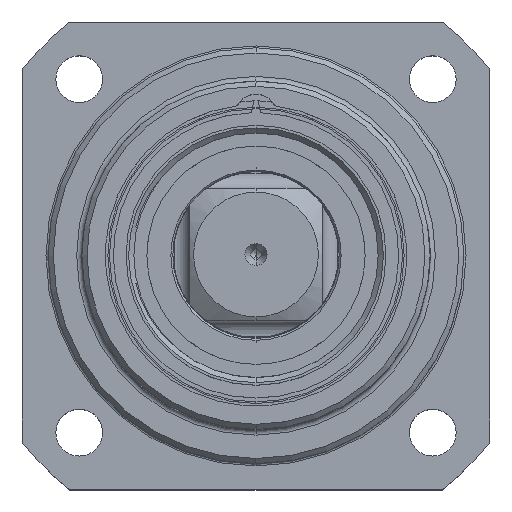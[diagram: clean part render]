
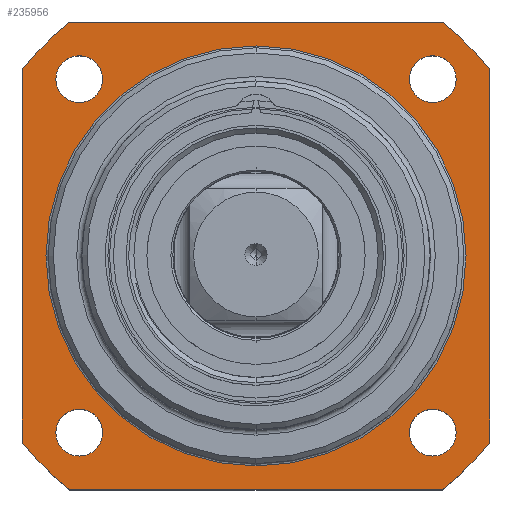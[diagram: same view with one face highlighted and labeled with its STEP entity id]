
A CAD part, top view. The second image highlights one B-rep face of the part: STEP entity #235956.
In plain terms, the highlighted planar face has unit normal (0, 0, 1).
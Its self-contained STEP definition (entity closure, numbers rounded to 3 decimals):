
#233167=DIRECTION('',(1.,0.,0.));
#233168=VECTOR('',#233167,71.589);
#233169=CARTESIAN_POINT('',(-35.795,45.,-67.6));
#233170=LINE('',#233169,#233168);
#233174=DIRECTION('',(0.,-1.,0.));
#233175=VECTOR('',#233174,71.589);
#233176=CARTESIAN_POINT('',(45.,35.795,-67.6));
#233177=LINE('',#233176,#233175);
#233181=DIRECTION('',(-1.,0.,0.));
#233182=VECTOR('',#233181,71.589);
#233183=CARTESIAN_POINT('',(35.795,-45.,-67.6));
#233184=LINE('',#233183,#233182);
#233188=DIRECTION('',(0.,1.,0.));
#233189=VECTOR('',#233188,71.589);
#233190=CARTESIAN_POINT('',(-45.,-35.795,-67.6));
#233191=LINE('',#233190,#233189);
#233195=CARTESIAN_POINT('',(34.,34.,-67.6));
#233196=DIRECTION('',(0.,0.,1.));
#233197=DIRECTION('',(-1.,0.,0.));
#233198=AXIS2_PLACEMENT_3D('',#233195,#233196,#233197);
#233203=CARTESIAN_POINT('',(34.,34.,-67.6));
#233204=DIRECTION('',(0.,0.,1.));
#233205=DIRECTION('',(1.,0.,0.));
#233206=AXIS2_PLACEMENT_3D('',#233203,#233204,#233205);
#233211=CARTESIAN_POINT('',(34.,-34.,-67.6));
#233212=DIRECTION('',(0.,0.,1.));
#233213=DIRECTION('',(0.,1.,0.));
#233214=AXIS2_PLACEMENT_3D('',#233211,#233212,#233213);
#233219=CARTESIAN_POINT('',(34.,-34.,-67.6));
#233220=DIRECTION('',(0.,0.,1.));
#233221=DIRECTION('',(0.,-1.,0.));
#233222=AXIS2_PLACEMENT_3D('',#233219,#233220,#233221);
#233227=CARTESIAN_POINT('',(-34.,-34.,-67.6));
#233228=DIRECTION('',(0.,0.,1.));
#233229=DIRECTION('',(1.,0.,0.));
#233230=AXIS2_PLACEMENT_3D('',#233227,#233228,#233229);
#233235=CARTESIAN_POINT('',(-34.,-34.,-67.6));
#233236=DIRECTION('',(0.,0.,1.));
#233237=DIRECTION('',(-1.,0.,0.));
#233238=AXIS2_PLACEMENT_3D('',#233235,#233236,#233237);
#233243=CARTESIAN_POINT('',(-34.,34.,-67.6));
#233244=DIRECTION('',(0.,0.,1.));
#233245=DIRECTION('',(0.,-1.,0.));
#233246=AXIS2_PLACEMENT_3D('',#233243,#233244,#233245);
#233251=CARTESIAN_POINT('',(-34.,34.,-67.6));
#233252=DIRECTION('',(0.,0.,1.));
#233253=DIRECTION('',(0.,1.,0.));
#233254=AXIS2_PLACEMENT_3D('',#233251,#233252,#233253);
#233259=CARTESIAN_POINT('',(0.,0.,-67.6));
#233260=DIRECTION('',(0.,0.,-1.));
#233261=DIRECTION('',(0.,-1.,0.));
#233262=AXIS2_PLACEMENT_3D('',#233259,#233260,#233261);
#233267=CARTESIAN_POINT('',(0.,0.,-67.6));
#233268=DIRECTION('',(0.,0.,-1.));
#233269=DIRECTION('',(0.,1.,0.));
#233270=AXIS2_PLACEMENT_3D('',#233267,#233268,#233269);
#233390=CARTESIAN_POINT('',(0.,0.,-67.6));
#233391=DIRECTION('',(0.,0.,1.));
#233392=DIRECTION('',(0.623,-0.783,0.));
#233393=AXIS2_PLACEMENT_3D('',#233390,#233391,#233392);
#233420=CARTESIAN_POINT('',(0.,0.,-67.6));
#233421=DIRECTION('',(0.,0.,1.));
#233422=DIRECTION('',(-0.783,-0.623,0.));
#233423=AXIS2_PLACEMENT_3D('',#233420,#233421,#233422);
#233450=CARTESIAN_POINT('',(0.,0.,-67.6));
#233451=DIRECTION('',(0.,0.,1.));
#233452=DIRECTION('',(-0.623,0.783,0.));
#233453=AXIS2_PLACEMENT_3D('',#233450,#233451,#233452);
#233495=CARTESIAN_POINT('',(0.,0.,-67.6));
#233496=DIRECTION('',(0.,0.,1.));
#233497=DIRECTION('',(0.783,0.623,0.));
#233498=AXIS2_PLACEMENT_3D('',#233495,#233496,#233497);
#234535=CARTESIAN_POINT('',(45.,35.795,-67.6));
#234536=VERTEX_POINT('',#234535);
#234537=CARTESIAN_POINT('',(45.,-35.795,-67.6));
#234538=VERTEX_POINT('',#234537);
#234543=CARTESIAN_POINT('',(35.795,-45.,-67.6));
#234544=VERTEX_POINT('',#234543);
#234545=CARTESIAN_POINT('',(-35.795,-45.,-67.6));
#234546=VERTEX_POINT('',#234545);
#234551=CARTESIAN_POINT('',(-45.,-35.795,-67.6));
#234552=VERTEX_POINT('',#234551);
#234553=CARTESIAN_POINT('',(-45.,35.795,-67.6));
#234554=VERTEX_POINT('',#234553);
#234559=CARTESIAN_POINT('',(-35.795,45.,-67.6));
#234560=VERTEX_POINT('',#234559);
#234561=CARTESIAN_POINT('',(35.795,45.,-67.6));
#234562=VERTEX_POINT('',#234561);
#234567=CARTESIAN_POINT('',(29.5,34.,-67.6));
#234568=CARTESIAN_POINT('',(38.5,34.,-67.6));
#234569=VERTEX_POINT('',#234567);
#234570=VERTEX_POINT('',#234568);
#234575=CARTESIAN_POINT('',(34.,-29.5,-67.6));
#234576=CARTESIAN_POINT('',(34.,-38.5,-67.6));
#234577=VERTEX_POINT('',#234575);
#234578=VERTEX_POINT('',#234576);
#234583=CARTESIAN_POINT('',(-29.5,-34.,-67.6));
#234584=CARTESIAN_POINT('',(-38.5,-34.,-67.6));
#234585=VERTEX_POINT('',#234583);
#234586=VERTEX_POINT('',#234584);
#234591=CARTESIAN_POINT('',(-34.,29.5,-67.6));
#234592=CARTESIAN_POINT('',(-34.,38.5,-67.6));
#234593=VERTEX_POINT('',#234591);
#234594=VERTEX_POINT('',#234592);
#234599=CARTESIAN_POINT('',(0.,-40.4,-67.6));
#234600=CARTESIAN_POINT('',(0.,40.4,-67.6));
#234601=VERTEX_POINT('',#234599);
#234602=VERTEX_POINT('',#234600);
#235905=CARTESIAN_POINT('',(0.,0.,-67.6));
#235906=DIRECTION('',(0.,0.,-1.));
#235907=DIRECTION('',(0.,-1.,0.));
#235908=AXIS2_PLACEMENT_3D('',#235905,#235906,#235907);
#235909=PLANE('',#235908);
#235911=ORIENTED_EDGE('',*,*,#235910,.T.);
#235913=ORIENTED_EDGE('',*,*,#235912,.F.);
#235915=ORIENTED_EDGE('',*,*,#235914,.T.);
#235917=ORIENTED_EDGE('',*,*,#235916,.F.);
#235919=ORIENTED_EDGE('',*,*,#235918,.T.);
#235921=ORIENTED_EDGE('',*,*,#235920,.F.);
#235923=ORIENTED_EDGE('',*,*,#235922,.T.);
#235925=ORIENTED_EDGE('',*,*,#235924,.F.);
#235926=EDGE_LOOP('',(#235911,#235913,#235915,#235917,#235919,#235921,#235923,
#235925));
#235927=FACE_OUTER_BOUND('',#235926,.F.);
#235929=ORIENTED_EDGE('',*,*,#235928,.T.);
#235931=ORIENTED_EDGE('',*,*,#235930,.T.);
#235932=EDGE_LOOP('',(#235929,#235931));
#235933=FACE_BOUND('',#235932,.F.);
#235935=ORIENTED_EDGE('',*,*,#235934,.T.);
#235937=ORIENTED_EDGE('',*,*,#235936,.T.);
#235938=EDGE_LOOP('',(#235935,#235937));
#235939=FACE_BOUND('',#235938,.F.);
#235941=ORIENTED_EDGE('',*,*,#235940,.T.);
#235943=ORIENTED_EDGE('',*,*,#235942,.T.);
#235944=EDGE_LOOP('',(#235941,#235943));
#235945=FACE_BOUND('',#235944,.F.);
#235947=ORIENTED_EDGE('',*,*,#235946,.T.);
#235949=ORIENTED_EDGE('',*,*,#235948,.T.);
#235950=EDGE_LOOP('',(#235947,#235949));
#235951=FACE_BOUND('',#235950,.F.);
#235952=ORIENTED_EDGE('',*,*,#235871,.F.);
#235953=ORIENTED_EDGE('',*,*,#235892,.F.);
#235954=EDGE_LOOP('',(#235952,#235953));
#235955=FACE_BOUND('',#235954,.F.);
#235956=ADVANCED_FACE('',(#235927,#235933,#235939,#235945,#235951,#235955),
#235909,.F.);
#233199=CIRCLE('',#233198,4.5);
#233207=CIRCLE('',#233206,4.5);
#233215=CIRCLE('',#233214,4.5);
#233223=CIRCLE('',#233222,4.5);
#233231=CIRCLE('',#233230,4.5);
#233239=CIRCLE('',#233238,4.5);
#233247=CIRCLE('',#233246,4.5);
#233255=CIRCLE('',#233254,4.5);
#233263=CIRCLE('',#233262,40.4);
#233271=CIRCLE('',#233270,40.4);
#233394=CIRCLE('',#233393,57.5);
#233424=CIRCLE('',#233423,57.5);
#233454=CIRCLE('',#233453,57.5);
#233499=CIRCLE('',#233498,57.5);
#235871=EDGE_CURVE('',#234601,#234602,#233263,.T.);
#235892=EDGE_CURVE('',#234602,#234601,#233271,.T.);
#235910=EDGE_CURVE('',#234560,#234562,#233170,.T.);
#235912=EDGE_CURVE('',#234536,#234562,#233499,.T.);
#235914=EDGE_CURVE('',#234536,#234538,#233177,.T.);
#235916=EDGE_CURVE('',#234544,#234538,#233394,.T.);
#235918=EDGE_CURVE('',#234544,#234546,#233184,.T.);
#235920=EDGE_CURVE('',#234552,#234546,#233424,.T.);
#235922=EDGE_CURVE('',#234552,#234554,#233191,.T.);
#235924=EDGE_CURVE('',#234560,#234554,#233454,.T.);
#235928=EDGE_CURVE('',#234569,#234570,#233199,.T.);
#235930=EDGE_CURVE('',#234570,#234569,#233207,.T.);
#235934=EDGE_CURVE('',#234577,#234578,#233215,.T.);
#235936=EDGE_CURVE('',#234578,#234577,#233223,.T.);
#235940=EDGE_CURVE('',#234585,#234586,#233231,.T.);
#235942=EDGE_CURVE('',#234586,#234585,#233239,.T.);
#235946=EDGE_CURVE('',#234593,#234594,#233247,.T.);
#235948=EDGE_CURVE('',#234594,#234593,#233255,.T.);
